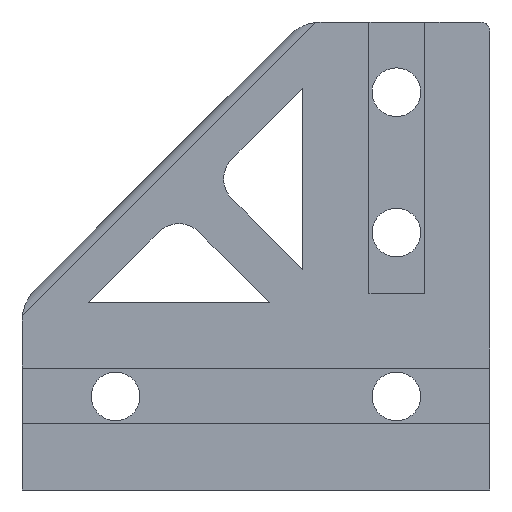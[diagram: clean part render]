
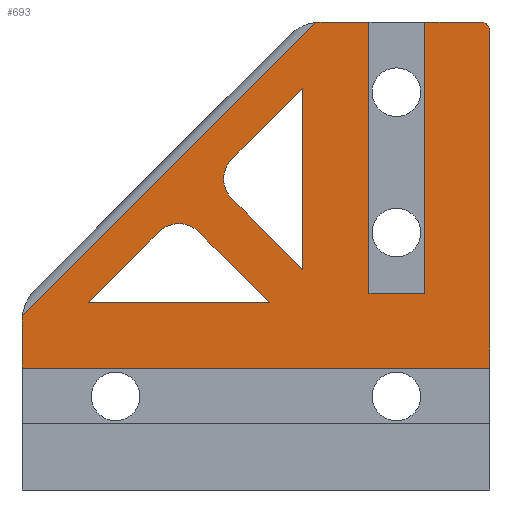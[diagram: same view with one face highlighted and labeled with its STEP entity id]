
A CAD part, left-side view. The second image highlights one B-rep face of the part: STEP entity #693.
In plain terms, the highlighted planar face has unit normal (-1, 0, 0).
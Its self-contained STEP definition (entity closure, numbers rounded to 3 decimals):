
#39=FACE_BOUND('',#125,.T.);
#40=FACE_BOUND('',#126,.T.);
#56=CIRCLE('',#742,5.);
#57=CIRCLE('',#743,5.);
#58=CIRCLE('',#744,1.);
#59=CIRCLE('',#745,3.);
#60=CIRCLE('',#746,3.);
#83=FACE_OUTER_BOUND('',#124,.T.);
#124=EDGE_LOOP('',(#519,#520,#521,#522,#523,#524,#525,#526,#527,#528,#529,
#530));
#125=EDGE_LOOP('',(#531,#532,#533,#534));
#126=EDGE_LOOP('',(#535,#536,#537,#538));
#157=LINE('',#986,#228);
#161=LINE('',#994,#232);
#172=LINE('',#1023,#243);
#178=LINE('',#1034,#249);
#179=LINE('',#1037,#250);
#187=LINE('',#1065,#258);
#188=LINE('',#1069,#259);
#189=LINE('',#1072,#260);
#190=LINE('',#1075,#261);
#191=LINE('',#1078,#262);
#192=LINE('',#1082,#263);
#193=LINE('',#1083,#264);
#194=LINE('',#1086,#265);
#195=LINE('',#1088,#266);
#196=LINE('',#1091,#267);
#228=VECTOR('',#787,10.);
#232=VECTOR('',#793,10.);
#243=VECTOR('',#816,10.);
#249=VECTOR('',#824,10.);
#250=VECTOR('',#827,10.);
#258=VECTOR('',#859,10.);
#259=VECTOR('',#862,10.);
#260=VECTOR('',#865,10.);
#261=VECTOR('',#868,10.);
#262=VECTOR('',#869,10.);
#263=VECTOR('',#872,10.);
#264=VECTOR('',#873,10.);
#265=VECTOR('',#874,10.);
#266=VECTOR('',#875,10.);
#267=VECTOR('',#878,10.);
#299=VERTEX_POINT('',#984);
#300=VERTEX_POINT('',#985);
#303=VERTEX_POINT('',#993);
#314=VERTEX_POINT('',#1021);
#315=VERTEX_POINT('',#1022);
#319=VERTEX_POINT('',#1032);
#320=VERTEX_POINT('',#1036);
#328=VERTEX_POINT('',#1064);
#329=VERTEX_POINT('',#1066);
#330=VERTEX_POINT('',#1068);
#331=VERTEX_POINT('',#1070);
#332=VERTEX_POINT('',#1073);
#333=VERTEX_POINT('',#1076);
#334=VERTEX_POINT('',#1077);
#335=VERTEX_POINT('',#1079);
#336=VERTEX_POINT('',#1081);
#337=VERTEX_POINT('',#1084);
#338=VERTEX_POINT('',#1085);
#339=VERTEX_POINT('',#1087);
#340=VERTEX_POINT('',#1089);
#363=EDGE_CURVE('',#299,#300,#157,.T.);
#367=EDGE_CURVE('',#300,#303,#161,.T.);
#381=EDGE_CURVE('',#314,#315,#172,.T.);
#387=EDGE_CURVE('',#315,#319,#178,.T.);
#388=EDGE_CURVE('',#319,#320,#179,.T.);
#402=EDGE_CURVE('',#320,#328,#187,.T.);
#403=EDGE_CURVE('',#329,#328,#56,.T.);
#404=EDGE_CURVE('',#330,#329,#188,.T.);
#405=EDGE_CURVE('',#331,#330,#57,.T.);
#406=EDGE_CURVE('',#299,#331,#189,.T.);
#407=EDGE_CURVE('',#332,#303,#58,.T.);
#408=EDGE_CURVE('',#332,#314,#190,.T.);
#409=EDGE_CURVE('',#333,#334,#191,.T.);
#410=EDGE_CURVE('',#335,#333,#59,.T.);
#411=EDGE_CURVE('',#336,#335,#192,.T.);
#412=EDGE_CURVE('',#336,#334,#193,.T.);
#413=EDGE_CURVE('',#337,#338,#194,.T.);
#414=EDGE_CURVE('',#339,#338,#195,.T.);
#415=EDGE_CURVE('',#340,#339,#60,.T.);
#416=EDGE_CURVE('',#340,#337,#196,.T.);
#519=ORIENTED_EDGE('',*,*,#402,.T.);
#520=ORIENTED_EDGE('',*,*,#403,.F.);
#521=ORIENTED_EDGE('',*,*,#404,.F.);
#522=ORIENTED_EDGE('',*,*,#405,.F.);
#523=ORIENTED_EDGE('',*,*,#406,.F.);
#524=ORIENTED_EDGE('',*,*,#363,.T.);
#525=ORIENTED_EDGE('',*,*,#367,.T.);
#526=ORIENTED_EDGE('',*,*,#407,.F.);
#527=ORIENTED_EDGE('',*,*,#408,.T.);
#528=ORIENTED_EDGE('',*,*,#381,.T.);
#529=ORIENTED_EDGE('',*,*,#387,.T.);
#530=ORIENTED_EDGE('',*,*,#388,.T.);
#531=ORIENTED_EDGE('',*,*,#409,.F.);
#532=ORIENTED_EDGE('',*,*,#410,.F.);
#533=ORIENTED_EDGE('',*,*,#411,.F.);
#534=ORIENTED_EDGE('',*,*,#412,.T.);
#535=ORIENTED_EDGE('',*,*,#413,.T.);
#536=ORIENTED_EDGE('',*,*,#414,.F.);
#537=ORIENTED_EDGE('',*,*,#415,.F.);
#538=ORIENTED_EDGE('',*,*,#416,.T.);
#668=PLANE('',#741);
#693=ADVANCED_FACE('',(#83,#39,#40),#668,.T.);
#741=AXIS2_PLACEMENT_3D('',#1063,#857,#858);
#742=AXIS2_PLACEMENT_3D('',#1067,#860,#861);
#743=AXIS2_PLACEMENT_3D('',#1071,#863,#864);
#744=AXIS2_PLACEMENT_3D('',#1074,#866,#867);
#745=AXIS2_PLACEMENT_3D('',#1080,#870,#871);
#746=AXIS2_PLACEMENT_3D('',#1090,#876,#877);
#787=DIRECTION('',(0.,-1.,0.));
#793=DIRECTION('',(0.,0.,1.));
#816=DIRECTION('',(0.,0.,-1.));
#824=DIRECTION('',(0.,1.,0.));
#827=DIRECTION('',(0.,0.,1.));
#857=DIRECTION('center_axis',(-1.,0.,0.));
#858=DIRECTION('ref_axis',(0.,0.,1.));
#859=DIRECTION('',(0.,1.,0.));
#860=DIRECTION('center_axis',(1.,0.,0.));
#861=DIRECTION('ref_axis',(0.,0.383,0.924));
#862=DIRECTION('',(0.,-0.707,0.707));
#863=DIRECTION('center_axis',(1.,0.,0.));
#864=DIRECTION('ref_axis',(0.,0.924,0.383));
#865=DIRECTION('',(0.,0.,1.));
#866=DIRECTION('center_axis',(1.,0.,0.));
#867=DIRECTION('ref_axis',(0.,-0.707,0.707));
#868=DIRECTION('',(0.,1.,0.));
#869=DIRECTION('',(0.,-0.707,-0.707));
#870=DIRECTION('center_axis',(-1.,0.,0.));
#871=DIRECTION('ref_axis',(0.,0.707,0.707));
#872=DIRECTION('',(0.,0.707,-0.707));
#873=DIRECTION('',(0.,0.,-1.));
#874=DIRECTION('',(0.,1.,0.));
#875=DIRECTION('',(0.,0.707,-0.707));
#876=DIRECTION('center_axis',(-1.,0.,0.));
#877=DIRECTION('ref_axis',(0.,-0.707,0.707));
#878=DIRECTION('',(0.,-0.707,-0.707));
#984=CARTESIAN_POINT('',(10.,50.,-6.97));
#985=CARTESIAN_POINT('',(10.,0.,-6.97));
#986=CARTESIAN_POINT('',(10.,4.95,-6.97));
#993=CARTESIAN_POINT('',(10.,0.,29.));
#994=CARTESIAN_POINT('',(10.,0.,-14.48));
#1021=CARTESIAN_POINT('',(10.,6.97,30.));
#1022=CARTESIAN_POINT('',(10.,6.97,1.));
#1023=CARTESIAN_POINT('',(10.,6.97,7.5));
#1032=CARTESIAN_POINT('',(10.,12.93,1.));
#1034=CARTESIAN_POINT('',(10.,12.14,1.));
#1036=CARTESIAN_POINT('',(10.,12.93,30.));
#1037=CARTESIAN_POINT('',(10.,12.93,22.5));
#1063=CARTESIAN_POINT('Origin',(10.,9.9,15.));
#1064=CARTESIAN_POINT('',(10.,17.929,30.));
#1065=CARTESIAN_POINT('',(10.,5.42,30.));
#1066=CARTESIAN_POINT('',(10.,18.636,29.95));
#1067=CARTESIAN_POINT('Origin',(10.,17.929,25.));
#1068=CARTESIAN_POINT('',(10.,49.95,-1.364));
#1069=CARTESIAN_POINT('',(10.,35.518,13.068));
#1070=CARTESIAN_POINT('',(10.,50.,-2.071));
#1071=CARTESIAN_POINT('Origin',(10.,45.,-2.071));
#1072=CARTESIAN_POINT('',(10.,50.,-14.48));
#1073=CARTESIAN_POINT('',(10.,1.,30.));
#1074=CARTESIAN_POINT('Origin',(10.,1.,29.));
#1075=CARTESIAN_POINT('',(10.,5.42,30.));
#1076=CARTESIAN_POINT('',(10.,27.575,11.111));
#1077=CARTESIAN_POINT('',(10.,20.,3.536));
#1078=CARTESIAN_POINT('',(10.,27.575,11.111));
#1079=CARTESIAN_POINT('',(10.,27.575,15.354));
#1080=CARTESIAN_POINT('Origin',(10.,25.454,13.232));
#1081=CARTESIAN_POINT('',(10.,20.,22.929));
#1082=CARTESIAN_POINT('',(10.,20.,22.929));
#1083=CARTESIAN_POINT('',(10.,20.,30.));
#1084=CARTESIAN_POINT('',(10.,23.536,0.));
#1085=CARTESIAN_POINT('',(10.,42.929,0.));
#1086=CARTESIAN_POINT('',(10.,20.,0.));
#1087=CARTESIAN_POINT('',(10.,35.354,7.575));
#1088=CARTESIAN_POINT('',(10.,35.354,7.575));
#1089=CARTESIAN_POINT('',(10.,31.111,7.575));
#1090=CARTESIAN_POINT('Origin',(10.,33.232,5.454));
#1091=CARTESIAN_POINT('',(10.,31.111,7.575));
